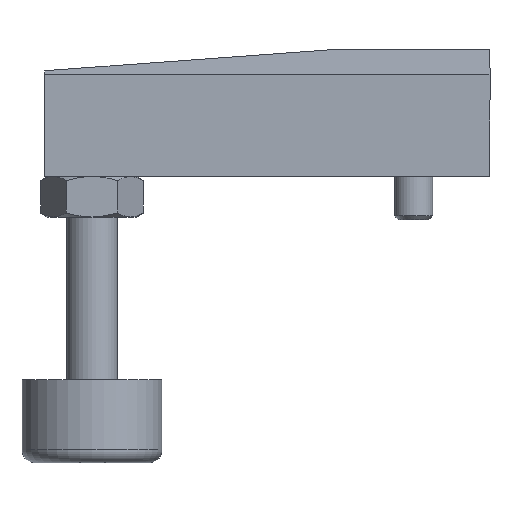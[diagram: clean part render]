
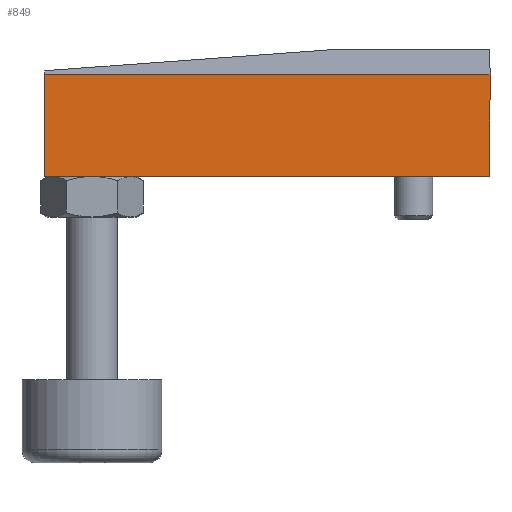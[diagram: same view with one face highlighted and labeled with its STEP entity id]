
A CAD part, top view. The second image highlights one B-rep face of the part: STEP entity #849.
In plain terms, the highlighted face is planar.
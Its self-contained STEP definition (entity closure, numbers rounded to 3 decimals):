
#137=LINE('',#1364,#182);
#142=LINE('',#1375,#187);
#147=LINE('',#1386,#192);
#148=LINE('',#1387,#193);
#182=VECTOR('',#1089,1000.);
#187=VECTOR('',#1096,1000.);
#192=VECTOR('',#1107,1000.);
#193=VECTOR('',#1108,1000.);
#243=ORIENTED_EDGE('',*,*,#446,.T.);
#244=ORIENTED_EDGE('',*,*,#452,.T.);
#245=ORIENTED_EDGE('',*,*,#441,.T.);
#246=ORIENTED_EDGE('',*,*,#453,.T.);
#441=EDGE_CURVE('',#547,#546,#137,.T.);
#446=EDGE_CURVE('',#552,#551,#142,.T.);
#452=EDGE_CURVE('',#551,#547,#147,.T.);
#453=EDGE_CURVE('',#546,#552,#148,.T.);
#546=VERTEX_POINT('',#1363);
#547=VERTEX_POINT('',#1365);
#551=VERTEX_POINT('',#1374);
#552=VERTEX_POINT('',#1376);
#621=EDGE_LOOP('',(#243,#244,#245,#246));
#717=FACE_BOUND('',#621,.T.);
#812=PLANE('',#967);
#849=ADVANCED_FACE('',(#717),#812,.T.);
#967=AXIS2_PLACEMENT_3D('',#1385,#1105,#1106);
#1089=DIRECTION('',(0.,-1.,0.));
#1096=DIRECTION('',(0.,1.,0.));
#1105=DIRECTION('',(1.,0.,0.));
#1106=DIRECTION('',(0.,0.,-1.));
#1107=DIRECTION('',(0.,0.,1.));
#1108=DIRECTION('',(0.,0.,-1.));
#1363=CARTESIAN_POINT('',(5.,0.,29.));
#1364=CARTESIAN_POINT('',(5.,8.311,29.));
#1365=CARTESIAN_POINT('',(5.,8.,29.));
#1374=CARTESIAN_POINT('',(5.,8.,-6.));
#1375=CARTESIAN_POINT('',(5.,0.,-6.));
#1376=CARTESIAN_POINT('',(5.,0.,-6.));
#1385=CARTESIAN_POINT('',(5.,0.,0.));
#1386=CARTESIAN_POINT('',(5.,8.,0.));
#1387=CARTESIAN_POINT('',(5.,0.,29.));
